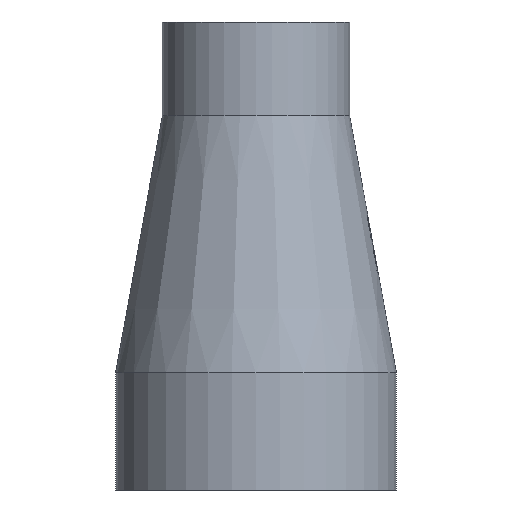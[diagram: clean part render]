
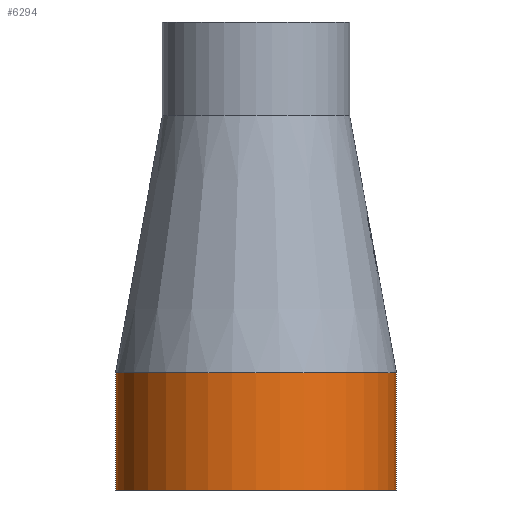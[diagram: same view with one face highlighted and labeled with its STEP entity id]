
A CAD part, front view. The second image highlights one B-rep face of the part: STEP entity #6294.
In plain terms, the highlighted cylindrical face has radius 76.2 mm (diameter 152.4 mm), a full revolution.
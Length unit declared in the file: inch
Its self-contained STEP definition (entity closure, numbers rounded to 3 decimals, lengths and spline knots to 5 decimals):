
#16=CYLINDRICAL_SURFACE('',#6621,3.);
#234=FACE_BOUND('',#1570,.T.);
#347=CIRCLE('',#6597,3.);
#355=CIRCLE('',#6622,3.);
#1184=FACE_OUTER_BOUND('',#1569,.T.);
#1569=EDGE_LOOP('',(#5889));
#1570=EDGE_LOOP('',(#5890));
#3085=VERTEX_POINT('',#13873);
#3093=VERTEX_POINT('',#13906);
#4018=EDGE_CURVE('',#3085,#3085,#347,.T.);
#4026=EDGE_CURVE('',#3093,#3093,#355,.T.);
#5889=ORIENTED_EDGE('',*,*,#4018,.T.);
#5890=ORIENTED_EDGE('',*,*,#4026,.F.);
#6294=ADVANCED_FACE('',(#1184,#234),#16,.T.);
#6597=AXIS2_PLACEMENT_3D('',#13874,#7654,#7655);
#6621=AXIS2_PLACEMENT_3D('',#13905,#7702,#7703);
#6622=AXIS2_PLACEMENT_3D('',#13907,#7704,#7705);
#7654=DIRECTION('center_axis',(0.,0.,-1.));
#7655=DIRECTION('ref_axis',(-1.,0.,0.));
#7702=DIRECTION('center_axis',(0.,0.,1.));
#7703=DIRECTION('ref_axis',(-1.,0.,0.));
#7704=DIRECTION('center_axis',(0.,0.,-1.));
#7705=DIRECTION('ref_axis',(-1.,0.,0.));
#13873=CARTESIAN_POINT('',(3.,0.,2.5));
#13874=CARTESIAN_POINT('Origin',(0.,0.,2.5));
#13905=CARTESIAN_POINT('Origin',(0.,0.,0.));
#13906=CARTESIAN_POINT('',(3.,0.,0.));
#13907=CARTESIAN_POINT('Origin',(0.,0.,0.));
